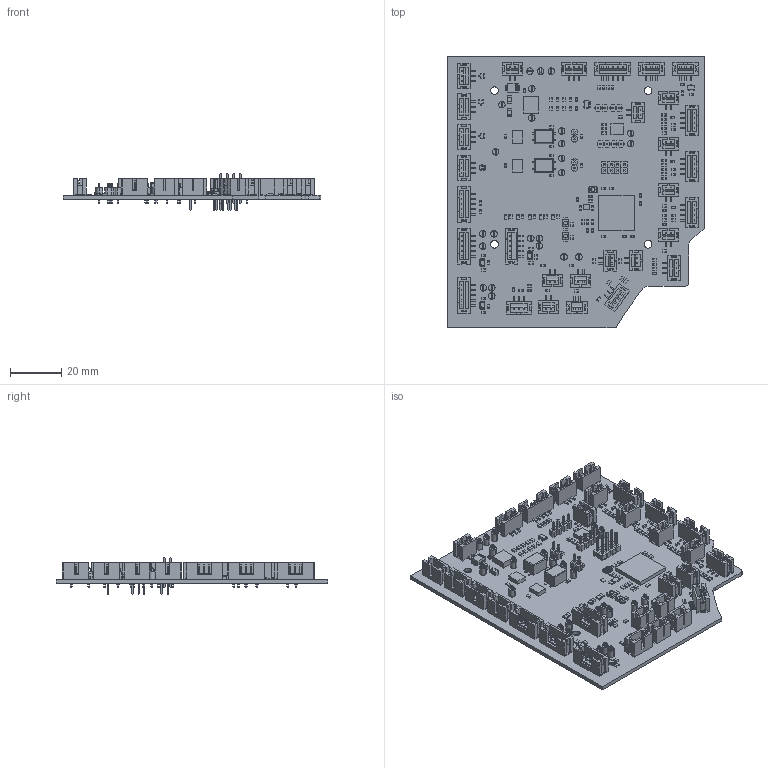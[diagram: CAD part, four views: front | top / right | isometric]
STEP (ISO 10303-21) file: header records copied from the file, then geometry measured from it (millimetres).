
FILE_DESCRIPTION(('Open CASCADE Model'),'2;1');
FILE_NAME('Open CASCADE Shape Model','2020-01-08T02:11:05',('Author'),( 'Open CASCADE'),'Open CASCADE STEP processor 6.8','Open CASCADE 6.8' ,'Unknown');
FILE_SCHEMA(('AUTOMOTIVE_DESIGN { 1 0 10303 214 1 1 1 1 }'));
Length unit declared in the file: millimetre
Products named in the file (276): PCB; Board; Open CASCADE STEP translator 6.8 1.1.1; R25; 6336241296; Extruded; 6336241056; GND_FSR; User_Library-Test_Point_Keystone_-_5002_WHITE; 1; 2; GND_CAN; FSR_Vb; FSR_Va; FSR_OUT; FSR_BUFF; C13; 6336242016; 6336241616; R19; R17; LIM_BCP2; B2B-PH-SM4-TB; LIM_BCP1; FSR2-2; CircuitWorks-HDR1X2; FSR2-1; FSR1-2; FSR1-1; CAN2; CAN1; D1; User_Library-DO-214AA_SMB; Y1; 6336240656; VR1; 6336240336; UART_TX; UART_RX; U8 ...
Assembly tree (650 placements, depth 5):
  PCB
    Board
      Open CASCADE STEP translator 6.8 1.1.1
    R25
      6336241296  x2
        Extruded
      6336241056
        Extruded
    GND_FSR
      User_Library-Test_Point_Keystone_-_5002_WHITE
        1
        2
    GND_CAN
      User_Library-Test_Point_Keystone_-_5002_WHITE
        1
        2
    FSR_Vb
      User_Library-Test_Point_Keystone_-_5002_WHITE
        1
        2
    FSR_Va
      User_Library-Test_Point_Keystone_-_5002_WHITE
        1
        2
    FSR_OUT
      User_Library-Test_Point_Keystone_-_5002_WHITE
        1
        2
    FSR_BUFF
      User_Library-Test_Point_Keystone_-_5002_WHITE
        1
        2
    C13
      6336242016  x2
        Extruded
      6336241616
        Extruded
    R19
      6336241296  x2
        Extruded
      6336241056
        Extruded
    R17
      6336241296  x2
        Extruded
      6336241056
        Extruded
    LIM_BCP2
      B2B-PH-SM4-TB
    LIM_BCP1
      B2B-PH-SM4-TB
    FSR2-2
      CircuitWorks-HDR1X2
    FSR2-1
      CircuitWorks-HDR1X2
    FSR1-2
      CircuitWorks-HDR1X2
    FSR1-1
      CircuitWorks-HDR1X2
    CAN2
Bounding box: 100.56 x 106.11 x 14.38 mm (x, y, z)
Volume: 22929.6 mm3; surface area: 39561.1 mm2
Topology: 483 solids, 483 shells, 8521 faces, 21251 edges, 13704 vertices
Faces by surface type: plane 7124, cylinder 1222, sphere 107, bspline 48, torus 16, cone 4
Full cylindrical faces by diameter (mm): 0.9 x20, 1.02 x24, 1.7 x1, 3 x4
Entity records: 70970 total; most frequent: CARTESIAN_POINT 12960, DIRECTION 9962, ORIENTED_EDGE 9118, EDGE_CURVE 4559, LINE 3676, VECTOR 3676, AXIS2_PLACEMENT_3D 3143, VERTEX_POINT 2856
